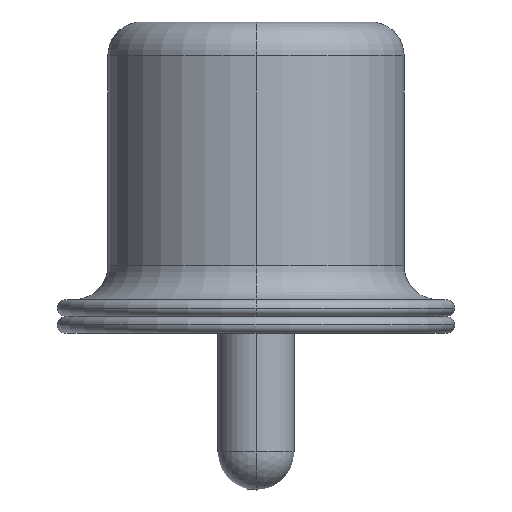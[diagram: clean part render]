
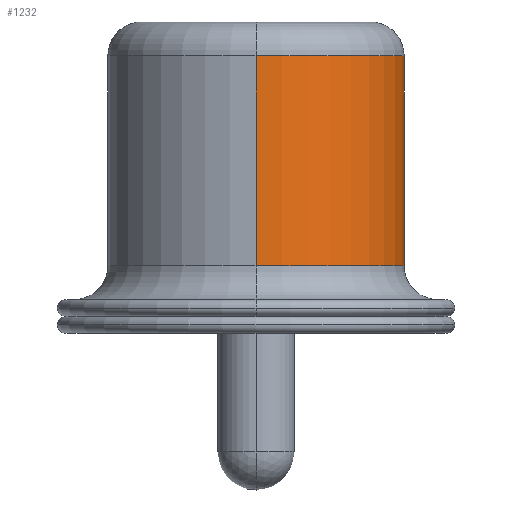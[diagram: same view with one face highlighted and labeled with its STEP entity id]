
A CAD part, left-side view. The second image highlights one B-rep face of the part: STEP entity #1232.
In plain terms, the highlighted cylindrical face has radius 1.75 mm (diameter 3.5 mm), a partial arc.
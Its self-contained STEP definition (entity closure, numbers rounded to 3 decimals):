
#560 = DIRECTION ( 'NONE',  ( 0., 0., 1. ) ) ;
#561 = CARTESIAN_POINT ( 'NONE',  ( -3.2, 0., 0.8 ) ) ;
#562 = AXIS2_PLACEMENT_3D ( 'NONE', #561, #560, #637 ) ;
#563 = CIRCLE ( 'NONE', #562, 1.75 ) ;
#601 = CIRCLE ( 'NONE', #629, 1.75 ) ;
#602 = CARTESIAN_POINT ( 'NONE',  ( -4.95, 0., 3.28 ) ) ;
#625 = CARTESIAN_POINT ( 'NONE',  ( -3.2, -1.75, 3.28 ) ) ;
#626 = DIRECTION ( 'NONE',  ( -1., 0., 0. ) ) ;
#627 = DIRECTION ( 'NONE',  ( 0., 0., -1. ) ) ;
#628 = CARTESIAN_POINT ( 'NONE',  ( -3.2, 0., 3.28 ) ) ;
#629 = AXIS2_PLACEMENT_3D ( 'NONE', #628, #627, #626 ) ;
#637 = DIRECTION ( 'NONE',  ( -1., 0., 0. ) ) ;
#1105 = DIRECTION ( 'NONE',  ( 0., 0., -1. ) ) ;
#1109 = LINE ( 'NONE', #1137, #1146 ) ;
#1129 = DIRECTION ( 'NONE',  ( -1., 0., 0. ) ) ;
#1130 = DIRECTION ( 'NONE',  ( 0., 0., -1. ) ) ;
#1131 = CARTESIAN_POINT ( 'NONE',  ( -3.2, 0., 3.68 ) ) ;
#1132 = AXIS2_PLACEMENT_3D ( 'NONE', #1131, #1130, #1129 ) ;
#1133 = CYLINDRICAL_SURFACE ( 'NONE', #1132, 1.75 ) ;
#1137 = CARTESIAN_POINT ( 'NONE',  ( -3.2, -1.75, 3.68 ) ) ;
#1139 = FACE_OUTER_BOUND ( 'NONE', #1189, .T. ) ;
#1146 = VECTOR ( 'NONE', #1105, 1000. ) ;
#1189 = EDGE_LOOP ( 'NONE', ( #1190, #1191, #1243, #1223 ) ) ;
#1190 = ORIENTED_EDGE ( 'NONE', *, *, #1257, .T. ) ;
#1191 = ORIENTED_EDGE ( 'NONE', *, *, #1192, .T. ) ;
#1192 = EDGE_CURVE ( 'NONE', #1255, #1211, #3397, .T. ) ;
#1202 = VERTEX_POINT ( 'NONE', #3414 ) ;
#1211 = VERTEX_POINT ( 'NONE', #3457 ) ;
#1223 = ORIENTED_EDGE ( 'NONE', *, *, #1224, .F. ) ;
#1224 = EDGE_CURVE ( 'NONE', #1258, #1202, #1109, .T. ) ;
#1232 = ADVANCED_FACE ( 'NONE', ( #1139 ), #1133, .T. ) ;
#1243 = ORIENTED_EDGE ( 'NONE', *, *, #1244, .T. ) ;
#1244 = EDGE_CURVE ( 'NONE', #1211, #1202, #563, .T. ) ;
#1255 = VERTEX_POINT ( 'NONE', #602 ) ;
#1257 = EDGE_CURVE ( 'NONE', #1258, #1255, #601, .T. ) ;
#1258 = VERTEX_POINT ( 'NONE', #625 ) ;
#3395 = DIRECTION ( 'NONE',  ( 0., 0., -1. ) ) ;
#3396 = CARTESIAN_POINT ( 'NONE',  ( -4.95, 0., 3.68 ) ) ;
#3397 = LINE ( 'NONE', #3396, #3403 ) ;
#3403 = VECTOR ( 'NONE', #3395, 1000. ) ;
#3414 = CARTESIAN_POINT ( 'NONE',  ( -3.2, -1.75, 0.8 ) ) ;
#3457 = CARTESIAN_POINT ( 'NONE',  ( -4.95, 0., 0.8 ) ) ;
